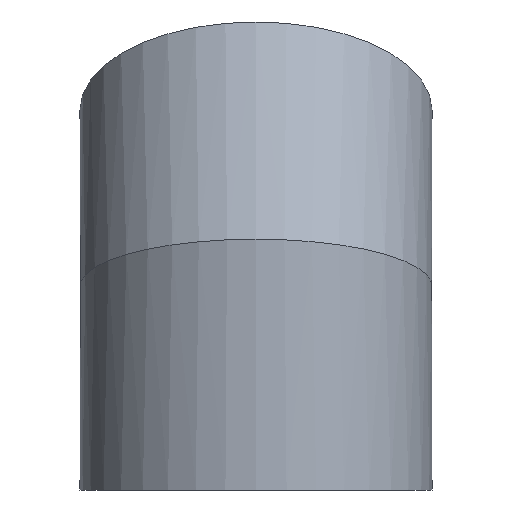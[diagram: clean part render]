
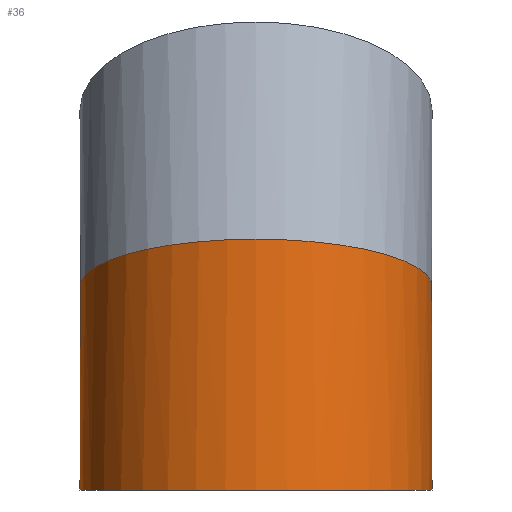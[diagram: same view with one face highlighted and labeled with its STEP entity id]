
A CAD part, left-side view. The second image highlights one B-rep face of the part: STEP entity #36.
In plain terms, the highlighted cylindrical face has radius 450 mm (diameter 900 mm), a full revolution.
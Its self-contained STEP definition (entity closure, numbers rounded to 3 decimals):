
#36 = ADVANCED_FACE( '', ( #71, #72 ), #73, .T. );
#71 = FACE_OUTER_BOUND( '', #102, .T. );
#72 = FACE_OUTER_BOUND( '', #103, .T. );
#73 = CYLINDRICAL_SURFACE( '', #104, 450. );
#102 = EDGE_LOOP( '', ( #133 ) );
#103 = EDGE_LOOP( '', ( #134 ) );
#104 = AXIS2_PLACEMENT_3D( '', #135, #136, #137 );
#133 = ORIENTED_EDGE( '', *, *, #152, .F. );
#134 = ORIENTED_EDGE( '', *, *, #158, .F. );
#135 = CARTESIAN_POINT( '', ( 0., 0., 0. ) );
#136 = DIRECTION( '', ( 0., 0., 1. ) );
#137 = DIRECTION( '', ( -1., 0., 0. ) );
#152 = EDGE_CURVE( '', #165, #165, #166, .T. );
#158 = EDGE_CURVE( '', #174, #174, #175, .F. );
#165 = VERTEX_POINT( '', #183 );
#166 = CIRCLE( '', #184, 450. );
#174 = VERTEX_POINT( '', #192 );
#175 = ELLIPSE( '', #193, 465.874, 450. );
#183 = CARTESIAN_POINT( '', ( -450., 0., 0. ) );
#184 = AXIS2_PLACEMENT_3D( '', #201, #202, #203 );
#192 = CARTESIAN_POINT( '', ( 450., 0., 400. ) );
#193 = AXIS2_PLACEMENT_3D( '', #210, #211, #212 );
#201 = CARTESIAN_POINT( '', ( 0., 0., 0. ) );
#202 = DIRECTION( '', ( 0., 0., -1. ) );
#203 = DIRECTION( '', ( -1., 0., 0. ) );
#210 = CARTESIAN_POINT( '', ( 0., 0., 520.577 ) );
#211 = DIRECTION( '', ( -0.259, 0., -0.966 ) );
#212 = DIRECTION( '', ( 0.966, 0., -0.259 ) );
